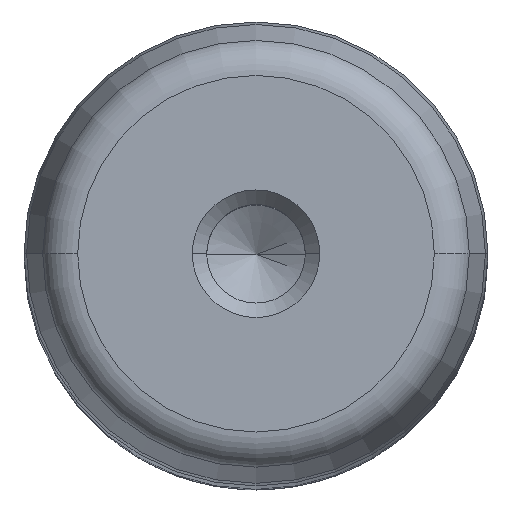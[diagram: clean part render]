
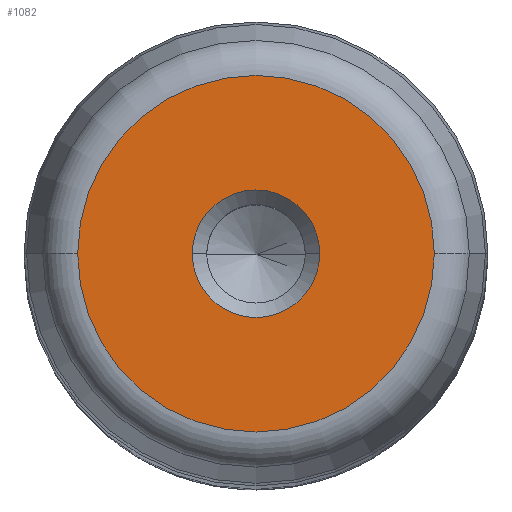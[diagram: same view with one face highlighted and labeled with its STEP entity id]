
A CAD part, top view. The second image highlights one B-rep face of the part: STEP entity #1082.
In plain terms, the highlighted planar face has unit normal (0, 0, 1).
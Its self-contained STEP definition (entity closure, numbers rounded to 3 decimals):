
#1 = AXIS2_PLACEMENT_3D ( 'NONE', #1259, #26, #45 ) ;
#26 = DIRECTION ( 'NONE',  ( 0., 0., 1. ) ) ;
#45 = DIRECTION ( 'NONE',  ( 1., 0., 0. ) ) ;
#63 = VERTEX_POINT ( 'NONE', #765 ) ;
#65 = ORIENTED_EDGE ( 'NONE', *, *, #127, .T. ) ;
#67 = PLANE ( 'NONE',  #1 ) ;
#104 = EDGE_LOOP ( 'NONE', ( #627, #3144 ) ) ;
#127 = EDGE_CURVE ( 'NONE', #556, #63, #3118, .T. ) ;
#128 = CARTESIAN_POINT ( 'NONE',  ( 0., 0., 180. ) ) ;
#228 = EDGE_CURVE ( 'NONE', #63, #556, #1989, .T. ) ;
#336 = ORIENTED_EDGE ( 'NONE', *, *, #228, .T. ) ;
#354 = EDGE_CURVE ( 'NONE', #1126, #2764, #1762, .T. ) ;
#417 = CARTESIAN_POINT ( 'NONE',  ( 4.4, 0., 180. ) ) ;
#441 = DIRECTION ( 'NONE',  ( 1., 0., 0. ) ) ;
#556 = VERTEX_POINT ( 'NONE', #417 ) ;
#627 = ORIENTED_EDGE ( 'NONE', *, *, #354, .F. ) ;
#765 = CARTESIAN_POINT ( 'NONE',  ( -4.4, 0., 180. ) ) ;
#821 = DIRECTION ( 'NONE',  ( 0., 0., -1. ) ) ;
#898 = AXIS2_PLACEMENT_3D ( 'NONE', #128, #2579, #2808 ) ;
#1064 = DIRECTION ( 'NONE',  ( 1., 0., 0. ) ) ;
#1082 = ADVANCED_FACE ( 'NONE', ( #2361, #1425 ), #67, .T. ) ;
#1126 = VERTEX_POINT ( 'NONE', #1830 ) ;
#1170 = DIRECTION ( 'NONE',  ( 0., 0., -1. ) ) ;
#1259 = CARTESIAN_POINT ( 'NONE',  ( 0., 0., 180. ) ) ;
#1425 = FACE_OUTER_BOUND ( 'NONE', #104, .T. ) ;
#1493 = AXIS2_PLACEMENT_3D ( 'NONE', #2701, #2661, #2690 ) ;
#1542 = CIRCLE ( 'NONE', #1493, 12.299 ) ;
#1577 = CARTESIAN_POINT ( 'NONE',  ( 0., 0., 180. ) ) ;
#1674 = CARTESIAN_POINT ( 'NONE',  ( 0., 0., 180. ) ) ;
#1762 = CIRCLE ( 'NONE', #898, 12.299 ) ;
#1830 = CARTESIAN_POINT ( 'NONE',  ( -12.299, 0., 180. ) ) ;
#1887 = EDGE_LOOP ( 'NONE', ( #65, #336 ) ) ;
#1989 = CIRCLE ( 'NONE', #2285, 4.4 ) ;
#2066 = EDGE_CURVE ( 'NONE', #2764, #1126, #1542, .T. ) ;
#2285 = AXIS2_PLACEMENT_3D ( 'NONE', #1674, #1170, #441 ) ;
#2361 = FACE_BOUND ( 'NONE', #1887, .T. ) ;
#2579 = DIRECTION ( 'NONE',  ( 0., 0., -1. ) ) ;
#2661 = DIRECTION ( 'NONE',  ( 0., 0., -1. ) ) ;
#2690 = DIRECTION ( 'NONE',  ( -1., 0., 0. ) ) ;
#2701 = CARTESIAN_POINT ( 'NONE',  ( 0., 0., 180. ) ) ;
#2764 = VERTEX_POINT ( 'NONE', #3133 ) ;
#2808 = DIRECTION ( 'NONE',  ( -1., 0., 0. ) ) ;
#2992 = AXIS2_PLACEMENT_3D ( 'NONE', #1577, #821, #1064 ) ;
#3118 = CIRCLE ( 'NONE', #2992, 4.4 ) ;
#3133 = CARTESIAN_POINT ( 'NONE',  ( 12.299, 0., 180. ) ) ;
#3144 = ORIENTED_EDGE ( 'NONE', *, *, #2066, .F. ) ;
